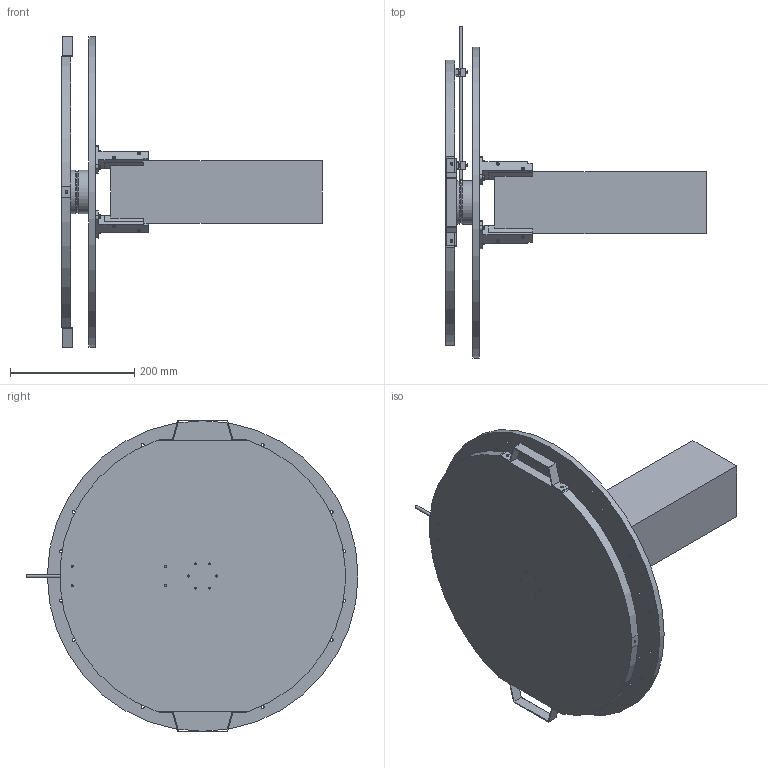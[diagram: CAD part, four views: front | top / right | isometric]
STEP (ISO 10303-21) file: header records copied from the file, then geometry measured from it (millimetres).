
FILE_DESCRIPTION(/* description */ (''),/* implementation_level */ '2;1');
FILE_NAME(/* name */ 'Spacedot_Assembly_JIG 13_01.stp',/* time_stamp */ '2025-01-13T13:05:41+02:00',/* author */ ('Teo'),/* organization */ (''),/* preprocessor_version */ 'ST-DEVELOPER v20',/* originating_system */ 'Autodesk Inventor 2024',/* authorisation */ '');
FILE_SCHEMA (('AUTOMOTIVE_DESIGN { 1 0 10303 214 3 1 1 }'));
Length unit declared in the file: millimetre
Products named in the file (30): Assembly_JIG; Rotating_Shaft_f; Stationary_Shaft_f; bottom_cap; Platfrom_f; M5 Threaded rod; locker_assembly; locker_1; locker_2; DIN 912 - M2.5 x 16; 1; handle; ISO 10642  - M4  x  10; DIN 471 - 20x1.2; Bearing_Spacer_f; Bearing; DIN 625 SKF - SKF 6005-2RSH; Bearing_1; DIN 625 SKF - SKF 6004-2RSH; 3U_cubesat_inventor; DIN 912 - M4 x 12; bracket_assembly_2; Bracket_Core_2_f; Bracket_Body_2; bracket_assembly_1; Bracket_Plug_f; Bracket_Core_1_f; Bracket_Body_1_f; PRODUCT_ID_1; DIN 912 - M2.5 x 6
Assembly tree (61 placements, depth 3):
  Assembly_JIG
    Rotating_Shaft_f
    Stationary_Shaft_f
    bottom_cap
    Platfrom_f
    M5 Threaded rod
    DIN 912 - M4 x 12  x18
    locker_assembly  x2
      locker_1
      locker_2
      DIN 912 - M2.5 x 16
      1
    handle  x2
    ISO 10642  - M4  x  10  x6
    DIN 471 - 20x1.2
    Bearing_Spacer_f
    Bearing
      DIN 625 SKF - SKF 6005-2RSH
    Bearing_1
      DIN 625 SKF - SKF 6004-2RSH
    3U_cubesat_inventor
    bracket_assembly_2  x2
      Bracket_Plug_f
      Bracket_Core_2_f
      Bracket_Body_2
      DIN 912 - M2.5 x 6
    bracket_assembly_1  x2
      Bracket_Plug_f
      Bracket_Core_1_f
      Bracket_Body_1_f
      PRODUCT_ID_1
      DIN 912 - M2.5 x 6
Bounding box: 419.5 x 534.26 x 502 mm (x, y, z)
Volume: 8040036 mm3; surface area: 1054655.1 mm2
Topology: 70 solids, 70 shells, 1572 faces, 4105 edges, 2712 vertices
Faces by surface type: plane 711, cylinder 409, bspline 176, cone 155, torus 105, sphere 16
Full cylindrical faces by diameter (mm): 2 x2, 2.013 x4, 2.5 x12, 2.7 x4, 2.8 x12, 3 x4, 3.242 x20, 3.861 x8, 4 x24, 4.134 x3, 4.5 x32, 4.75 x12, 4.91 x48, 5 x1, 5.5 x8, 7 x18, 7.53 x6, 8 x6, 19 x1, 20 x3, 21 x1, 23.5 x1, 24.5 x1, 25 x2, 27.04 x2, 29.4 x1, 30 x1, 32.04 x2, 34.96 x2, 38.5 x1
Entity records: 27470 total; most frequent: CARTESIAN_POINT 10271, ORIENTED_EDGE 3280, DIRECTION 3263, EDGE_CURVE 1640, AXIS2_PLACEMENT_3D 1285, VERTEX_POINT 1112, EDGE_LOOP 896, LINE 693
